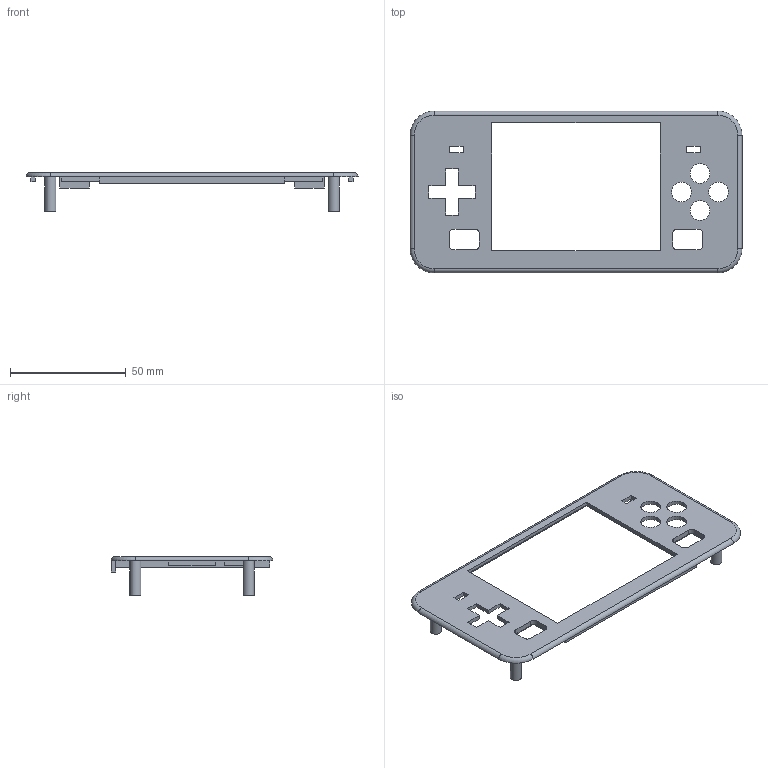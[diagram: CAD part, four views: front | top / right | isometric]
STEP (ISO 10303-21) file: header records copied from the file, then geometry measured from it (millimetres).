
FILE_DESCRIPTION(/* description */ (''),/* implementation_level */ '2;1');
FILE_NAME(/* name */ '',/* time_stamp */ '2024-02-19T09:35:11+08:00',/* author */ (''),/* organization */ (''),/* preprocessor_version */ 'ST-DEVELOPER v20',/* originating_system */ 'Autodesk Translation Framework v12.20.1.177',/* authorisation */ '');
FILE_SCHEMA (('AUTOMOTIVE_DESIGN { 1 0 10303 214 3 1 1 }'));
Length unit declared in the file: millimetre
Products named in the file (2): 前盖; F_PANEL
Assembly tree (1 placements, depth 2):
  前盖
    F_PANEL
Bounding box: 143.5 x 70 x 16.65 mm (x, y, z)
Volume: 11243.5 mm3; surface area: 15271.6 mm2
Topology: 1 solids, 1 shells, 118 faces, 302 edges, 200 vertices
Faces by surface type: plane 90, cylinder 24, torus 4
Full cylindrical faces by diameter (mm): 2 x4, 4.8 x4, 8.5 x4
Entity records: 3650 total; most frequent: CARTESIAN_POINT 623, ORIENTED_EDGE 604, DIRECTION 600, EDGE_CURVE 302, LINE 246, VECTOR 246, VERTEX_POINT 200, AXIS2_PLACEMENT_3D 177
